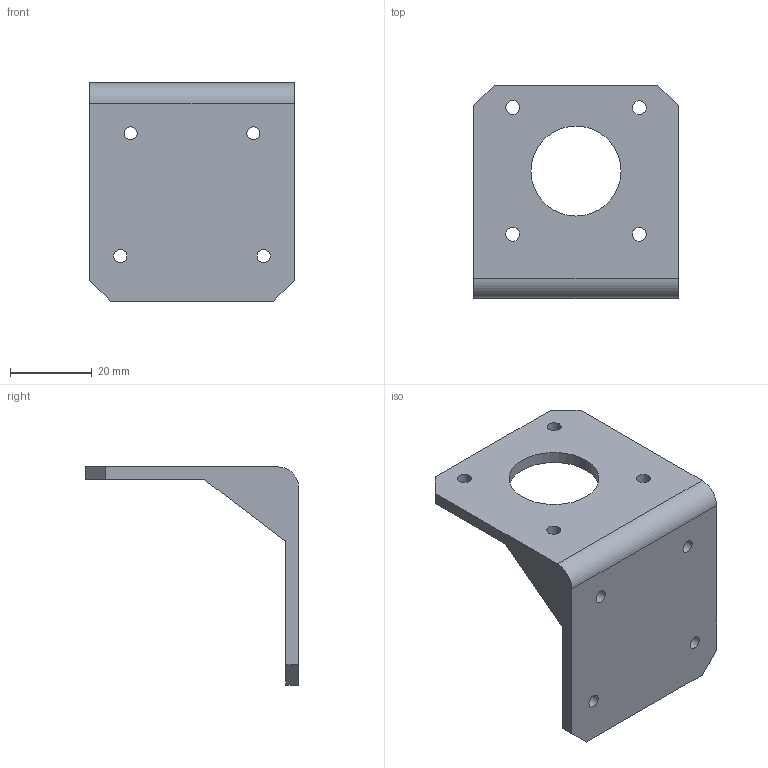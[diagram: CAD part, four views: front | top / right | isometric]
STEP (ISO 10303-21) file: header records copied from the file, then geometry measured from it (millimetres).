
FILE_DESCRIPTION(/* description */ (''),/* implementation_level */ '2;1');
FILE_NAME(/* name */ 'NEMA_17_Bracket.stp',/* time_stamp */ '2023-07-25T17:39:51-04:00',/* author */ ('techv'),/* organization */ (''),/* preprocessor_version */ 'ST-DEVELOPER v19.2',/* originating_system */ 'Autodesk Inventor 2024',/* authorisation */ '');
FILE_SCHEMA (('AUTOMOTIVE_DESIGN { 1 0 10303 214 3 1 1 }'));
Length unit declared in the file: millimetre
Products named in the file (1): NEMA_17_Bracket
Bounding box: 50 x 52.15 x 53.3 mm (x, y, z)
Volume: 15230.5 mm3; surface area: 10927.5 mm2
Topology: 1 solids, 1 shells, 28 faces, 78 edges, 52 vertices
Faces by surface type: plane 17, cylinder 11
Full cylindrical faces by diameter (mm): 3.2 x4, 3.4 x4, 22 x1
Entity records: 983 total; most frequent: CARTESIAN_POINT 159, DIRECTION 158, ORIENTED_EDGE 156, EDGE_CURVE 78, LINE 56, VECTOR 56, VERTEX_POINT 52, AXIS2_PLACEMENT_3D 51
